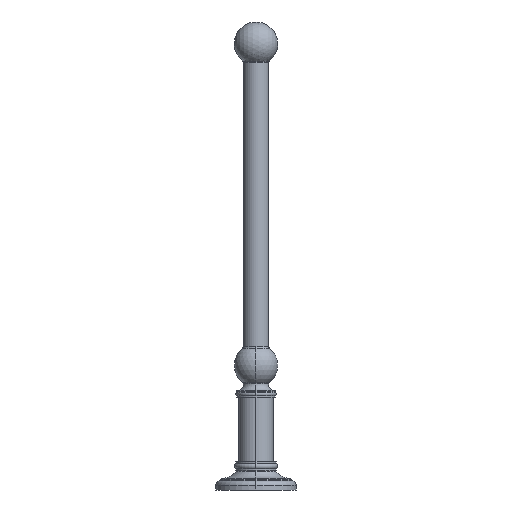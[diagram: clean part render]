
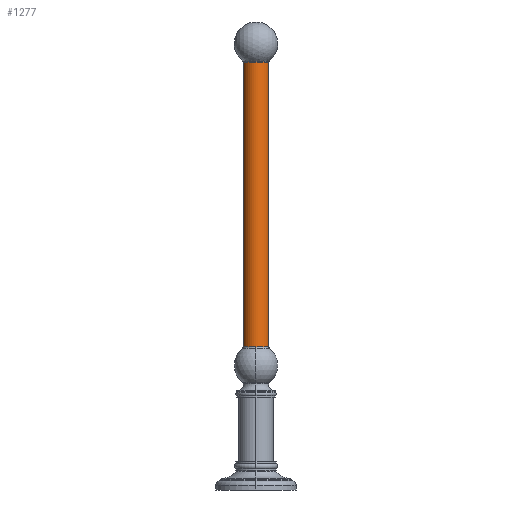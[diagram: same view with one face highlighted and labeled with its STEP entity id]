
A CAD part, left-side view. The second image highlights one B-rep face of the part: STEP entity #1277.
In plain terms, the highlighted cylindrical face has radius 8 mm (diameter 16 mm), a partial arc.
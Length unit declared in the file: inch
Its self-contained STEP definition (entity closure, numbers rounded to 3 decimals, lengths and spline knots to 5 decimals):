
#855=DIRECTION('',(0.,0.,-1.));
#856=VECTOR('',#855,7.07984);
#857=CARTESIAN_POINT('',(0.,0.31496,
10.64031));
#858=LINE('',#857,#856);
#859=CARTESIAN_POINT('',(0.,0.,10.64031));
#860=DIRECTION('',(0.,0.,-1.));
#861=DIRECTION('',(0.,-1.,0.));
#862=AXIS2_PLACEMENT_3D('',#859,#860,#861);
#864=DIRECTION('',(0.,0.,-1.));
#865=VECTOR('',#864,7.07984);
#866=CARTESIAN_POINT('',(0.,-0.31496,
10.64031));
#867=LINE('',#866,#865);
#868=CARTESIAN_POINT('',(0.,0.,3.56047));
#869=DIRECTION('',(0.,0.,1.));
#870=DIRECTION('',(-1.,0.,0.));
#871=AXIS2_PLACEMENT_3D('',#868,#869,#870);
#873=CARTESIAN_POINT('',(0.,0.,3.56047));
#874=DIRECTION('',(0.,0.,1.));
#875=DIRECTION('',(0.,1.,0.));
#876=AXIS2_PLACEMENT_3D('',#873,#874,#875);
#980=CARTESIAN_POINT('',(0.,-0.31496,10.64031));
#981=CARTESIAN_POINT('',(0.,0.31496,10.64031));
#982=VERTEX_POINT('',#980);
#983=VERTEX_POINT('',#981);
#986=CARTESIAN_POINT('',(0.,0.31496,
3.56047));
#987=VERTEX_POINT('',#986);
#988=CARTESIAN_POINT('',(0.,-0.31496,
3.56047));
#989=VERTEX_POINT('',#988);
#1006=CARTESIAN_POINT('',(-0.31496,0.,3.56047));
#1007=VERTEX_POINT('',#1006);
#1262=CARTESIAN_POINT('',(0.,0.,11.10039));
#1263=DIRECTION('',(0.,0.,-1.));
#1264=DIRECTION('',(0.,1.,0.));
#1265=AXIS2_PLACEMENT_3D('',#1262,#1263,#1264);
#1266=CYLINDRICAL_SURFACE('',#1265,0.31496);
#1268=ORIENTED_EDGE('',*,*,#1267,.F.);
#1269=ORIENTED_EDGE('',*,*,#1257,.T.);
#1271=ORIENTED_EDGE('',*,*,#1270,.F.);
#1273=ORIENTED_EDGE('',*,*,#1272,.F.);
#1274=ORIENTED_EDGE('',*,*,#1253,.F.);
#1275=EDGE_LOOP('',(#1268,#1269,#1271,#1273,#1274));
#1276=FACE_OUTER_BOUND('',#1275,.F.);
#1277=ADVANCED_FACE('',(#1276),#1266,.T.);
#863=CIRCLE('',#862,0.31496);
#872=CIRCLE('',#871,0.31496);
#877=CIRCLE('',#876,0.31496);
#1253=EDGE_CURVE('',#983,#987,#858,.T.);
#1257=EDGE_CURVE('',#982,#989,#867,.T.);
#1267=EDGE_CURVE('',#982,#983,#863,.T.);
#1270=EDGE_CURVE('',#1007,#989,#872,.T.);
#1272=EDGE_CURVE('',#987,#1007,#877,.T.);
